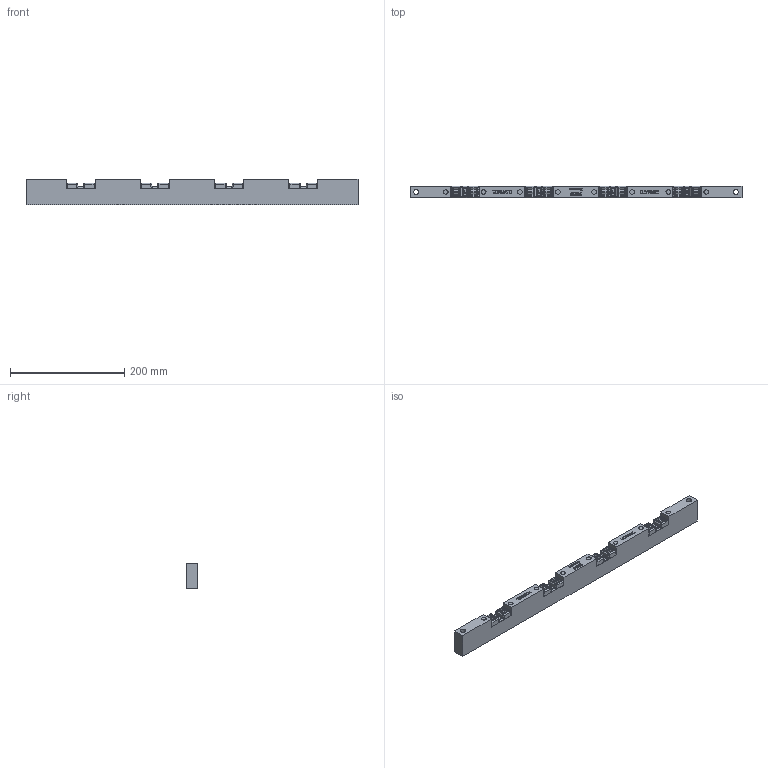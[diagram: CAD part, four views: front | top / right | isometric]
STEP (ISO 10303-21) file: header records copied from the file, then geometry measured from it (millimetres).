
FILE_DESCRIPTION(/* description */ (''),/* implementation_level */ '2;1');
FILE_NAME(/* name */ '31304-1.step',/* time_stamp */ '2023-01-12T16:11:07Z',/* author */ (''),/* organization */ (''),/* preprocessor_version */ 'ST-DEVELOPER v19.2',/* originating_system */ 'Autodesk Translation Framework v11.17.0.187',/* authorisation */ '');
FILE_SCHEMA (('AUTOMOTIVE_DESIGN { 1 0 10303 214 3 1 1 }'));
Length unit declared in the file: millimetre
Products named in the file (3): Web drawing; 31304; Insert 1 Bar
Assembly tree (5 placements, depth 2):
  Web drawing
    31304
    Insert 1 Bar  x4
Bounding box: 582 x 20 x 45 mm (x, y, z)
Volume: 473938.3 mm3; surface area: 94152.3 mm2
Topology: 5 solids, 5 shells, 2261 faces, 5648 edges, 3528 vertices
Faces by surface type: plane 1254, bspline 409, cylinder 366, sphere 112, torus 96, cone 24
Full cylindrical faces by diameter (mm): 8 x8, 9 x2
Entity records: 30161 total; most frequent: CARTESIAN_POINT 8353, ORIENTED_EDGE 4862, DIRECTION 3745, EDGE_CURVE 2431, LINE 1741, VECTOR 1741, VERTEX_POINT 1560, EDGE_LOOP 1023
